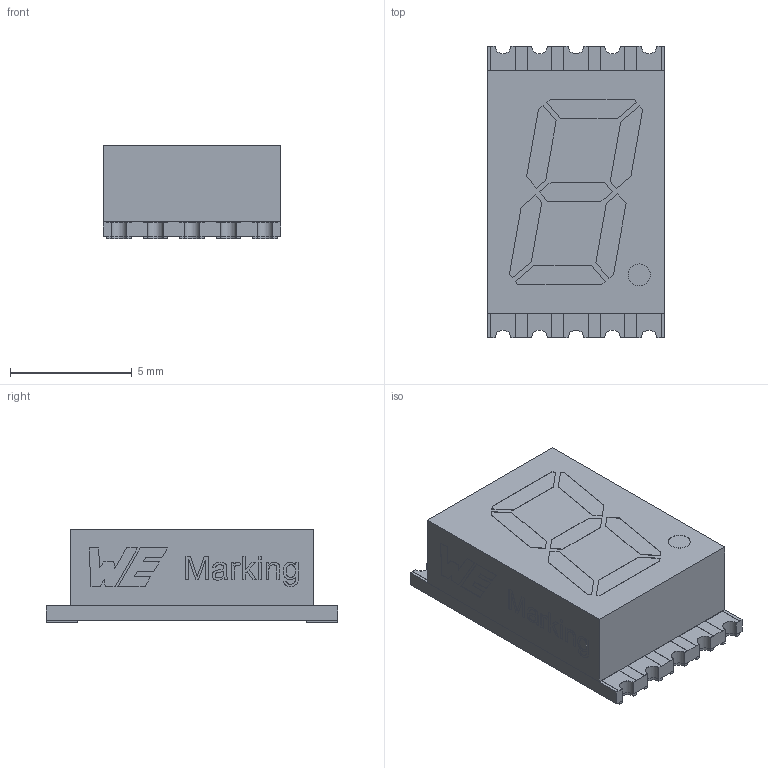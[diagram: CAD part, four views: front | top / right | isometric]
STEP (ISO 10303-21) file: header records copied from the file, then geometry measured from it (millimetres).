
FILE_DESCRIPTION( ( 'Unknown' ), '1' );
FILE_NAME( '157112x12x00.stp', 'Unknown', ( 'Unknown' ), ( 'Unknown' ), 'PSStep 21.0.46', 'Unknown', ' ' );
FILE_SCHEMA( ( 'AUTOMOTIVE_DESIGN { 1 0 10303 214 1 1 1 1 }' ) );
Length unit declared in the file: millimetre
Products named in the file (23): Assem1; PCB; Pins; Chip
Assembly tree (22 placements, depth 2):
  Assem1
    PCB
    Pins
    Pins
    Pins
    Pins
    Pins
    Pins
    Pins
    Pins
    Pins
    Pins
    Pins
    Pins
    Pins
    Pins
    Pins
    Pins
    Pins
    Pins
    Pins
    Pins
    Chip
Bounding box: 7.3 x 12 x 3.85 mm (x, y, z)
Volume: 280.5 mm3; surface area: 503.1 mm2
Topology: 22 solids, 22 shells, 426 faces, 1080 edges, 720 vertices
Faces by surface type: plane 377, cylinder 33, extrusion 16
Full cylindrical faces by diameter (mm): 0.9 x1, 1.7 x1, 2.05 x1
Entity records: 17037 total; most frequent: CARTESIAN_POINT 3158, ORIENTED_EDGE 2152, DIRECTION 1900, EDGE_CURVE 1076, VECTOR 902, LINE 886, VERTEX_POINT 720, AXIS2_PLACEMENT_3D 499
